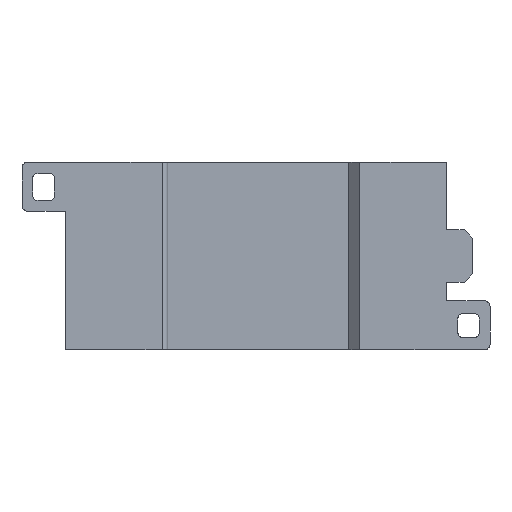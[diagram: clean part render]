
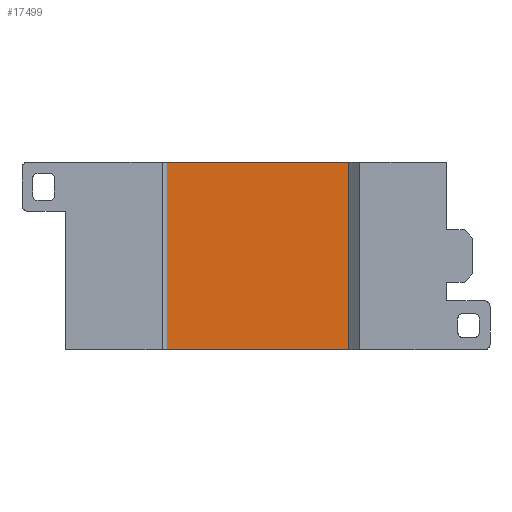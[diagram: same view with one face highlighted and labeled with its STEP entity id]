
A CAD part, front view. The second image highlights one B-rep face of the part: STEP entity #17499.
In plain terms, the highlighted planar face has unit normal (0, -1, 0).
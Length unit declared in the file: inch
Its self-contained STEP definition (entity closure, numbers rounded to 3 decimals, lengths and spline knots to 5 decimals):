
#199 = CARTESIAN_POINT ( 'NONE',  ( -0.67, -1.12, -0.67 ) ) ;
#1022 = LINE ( 'NONE', #9239, #17479 ) ;
#1402 = VECTOR ( 'NONE', #8997, 39.37008 ) ;
#2063 = CARTESIAN_POINT ( 'NONE',  ( -0.67, -1.12, 0.67 ) ) ;
#2382 = AXIS2_PLACEMENT_3D ( 'NONE', #27259, #13249, #29622 ) ;
#3337 = ORIENTED_EDGE ( 'NONE', *, *, #20149, .T. ) ;
#3406 = EDGE_LOOP ( 'NONE', ( #3337, #3744, #21015, #6872 ) ) ;
#3518 = EDGE_CURVE ( 'NONE', #28421, #18747, #1022, .T. ) ;
#3744 = ORIENTED_EDGE ( 'NONE', *, *, #19756, .F. ) ;
#6872 = ORIENTED_EDGE ( 'NONE', *, *, #22263, .T. ) ;
#7881 = VECTOR ( 'NONE', #27089, 39.37008 ) ;
#8331 = FACE_OUTER_BOUND ( 'NONE', #3406, .T. ) ;
#8997 = DIRECTION ( 'NONE',  ( 0., 0., 1. ) ) ;
#9150 = CARTESIAN_POINT ( 'NONE',  ( 0.74, -1.12, -0.67 ) ) ;
#9239 = CARTESIAN_POINT ( 'NONE',  ( -1.36, -1.12, -0.67 ) ) ;
#13249 = DIRECTION ( 'NONE',  ( 0., 1., 0. ) ) ;
#17479 = VECTOR ( 'NONE', #27956, 39.37008 ) ;
#17499 = ADVANCED_FACE ( 'NONE', ( #8331 ), #29521, .F. ) ;
#18655 = CARTESIAN_POINT ( 'NONE',  ( -0.67, -1.12, -0.73 ) ) ;
#18747 = VERTEX_POINT ( 'NONE', #9150 ) ;
#19756 = EDGE_CURVE ( 'NONE', #28421, #23857, #23427, .T. ) ;
#19995 = VERTEX_POINT ( 'NONE', #21906 ) ;
#20149 = EDGE_CURVE ( 'NONE', #19995, #23857, #25809, .T. ) ;
#21015 = ORIENTED_EDGE ( 'NONE', *, *, #3518, .T. ) ;
#21906 = CARTESIAN_POINT ( 'NONE',  ( 0.74, -1.12, 0.67 ) ) ;
#22263 = EDGE_CURVE ( 'NONE', #18747, #19995, #25539, .T. ) ;
#23427 = LINE ( 'NONE', #18655, #29640 ) ;
#23857 = VERTEX_POINT ( 'NONE', #2063 ) ;
#25372 = CARTESIAN_POINT ( 'NONE',  ( 0.74, -1.12, -0.73 ) ) ;
#25539 = LINE ( 'NONE', #25372, #1402 ) ;
#25809 = LINE ( 'NONE', #27195, #7881 ) ;
#27089 = DIRECTION ( 'NONE',  ( -1., 0., 0. ) ) ;
#27195 = CARTESIAN_POINT ( 'NONE',  ( -1.36, -1.12, 0.67 ) ) ;
#27259 = CARTESIAN_POINT ( 'NONE',  ( -0.67, -1.12, -0.73 ) ) ;
#27956 = DIRECTION ( 'NONE',  ( 1., 0., 0. ) ) ;
#28031 = DIRECTION ( 'NONE',  ( 0., 0., 1. ) ) ;
#28421 = VERTEX_POINT ( 'NONE', #199 ) ;
#29521 = PLANE ( 'NONE',  #2382 ) ;
#29622 = DIRECTION ( 'NONE',  ( 0., 0., 1. ) ) ;
#29640 = VECTOR ( 'NONE', #28031, 39.37008 ) ;
